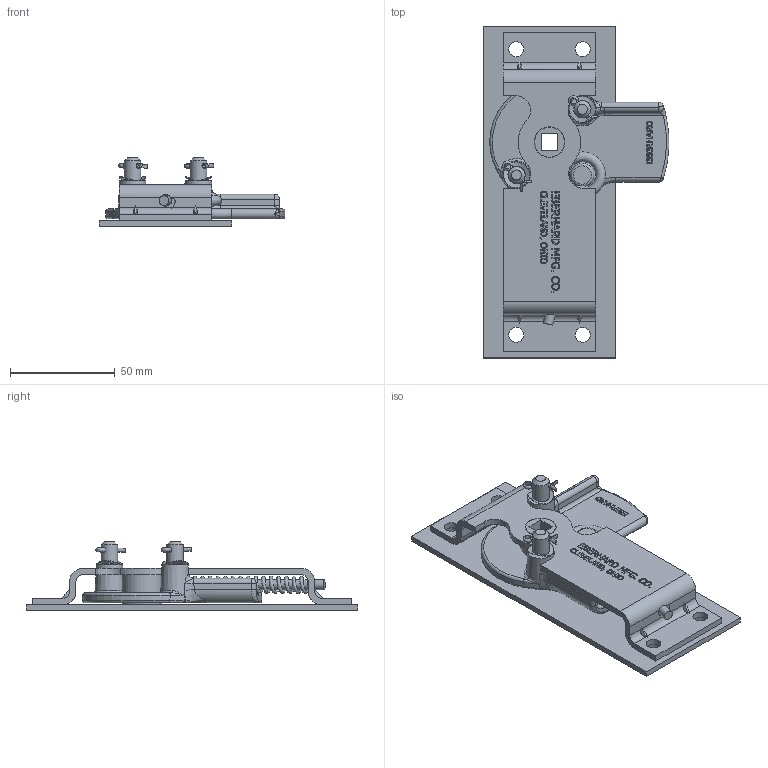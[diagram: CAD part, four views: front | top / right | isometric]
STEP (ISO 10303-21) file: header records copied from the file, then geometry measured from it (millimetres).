
FILE_DESCRIPTION((''),'2;1');
FILE_NAME('5647-50XU.stp','2012-11-16T15:02:53',('fredp'),(''),'Autodesk Inventor 2013','Autodesk Inventor 2013','');
FILE_SCHEMA(('AUTOMOTIVE_DESIGN { 1 0 10303 214 1 1 1 1 }'));
Length unit declared in the file: inch
Products named in the file (1): 5647-50XU
Bounding box: 88.86 x 158.75 x 32.92 mm (x, y, z)
Volume: 81483.4 mm3; surface area: 54963.8 mm2
Topology: 9 solids, 9 shells, 925 faces, 2388 edges, 1546 vertices
Faces by surface type: plane 548, bspline 247, cylinder 85, torus 29, cone 12, sphere 4
Full cylindrical faces by diameter (mm): 2.578 x2, 4.699 x2, 5.588 x1, 7.137 x4, 7.874 x4, 7.925 x2, 8.306 x2, 11.1 x1, 12.446 x2, 14.275 x2, 14.681 x1, 14.732 x1, 19.05 x2
Entity records: 34172 total; most frequent: CARTESIAN_POINT 12915, ORIENTED_EDGE 4652, DIRECTION 3399, EDGE_CURVE 2326, VECTOR 1589, LINE 1589, VERTEX_POINT 1538, EDGE_LOOP 1076
